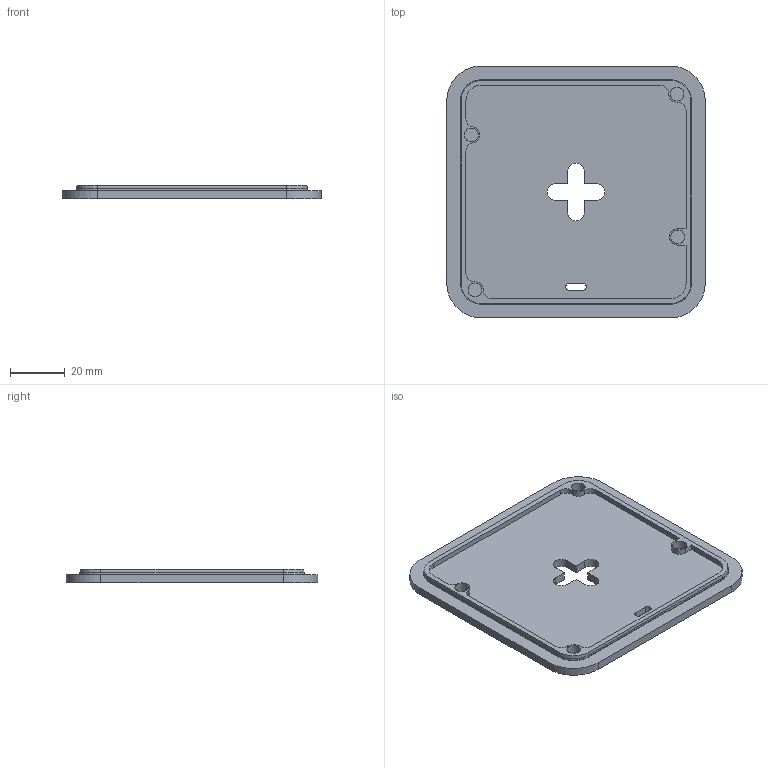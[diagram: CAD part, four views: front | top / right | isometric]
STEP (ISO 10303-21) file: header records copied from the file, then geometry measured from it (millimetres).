
FILE_DESCRIPTION(/* description */ (''),/* implementation_level */ '2;1');
FILE_NAME(/* name */ 'Base.step',/* time_stamp */ '2025-12-29T14:23:05+01:00',/* author */ (''),/* organization */ (''),/* preprocessor_version */ 'ST-DEVELOPER v20.1',/* originating_system */ 'Autodesk Translation Framework v14.21.0.0',/* authorisation */ '');
FILE_SCHEMA (('AUTOMOTIVE_DESIGN { 1 0 10303 214 3 1 1 }'));
Length unit declared in the file: millimetre
Products named in the file (1): Base
Bounding box: 94.34 x 91.96 x 5 mm (x, y, z)
Volume: 26113.9 mm3; surface area: 19435.9 mm2
Topology: 1 solids, 1 shells, 87 faces, 221 edges, 142 vertices
Faces by surface type: plane 44, cylinder 35, bspline 4, cone 4
Full cylindrical faces by diameter (mm): 5 x4
Entity records: 2708 total; most frequent: CARTESIAN_POINT 507, DIRECTION 464, ORIENTED_EDGE 442, EDGE_CURVE 221, AXIS2_PLACEMENT_3D 161, LINE 142, VECTOR 142, VERTEX_POINT 142
